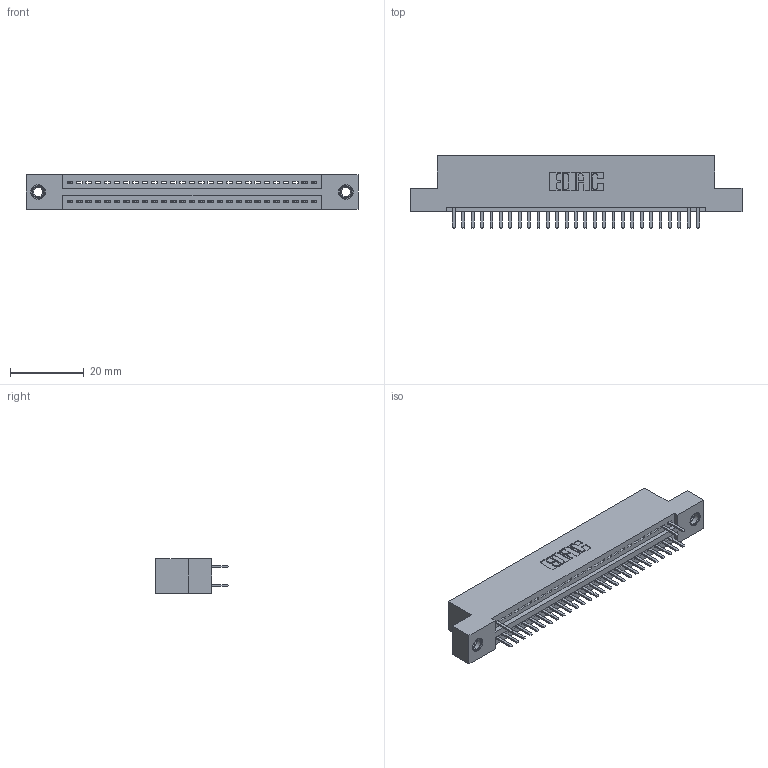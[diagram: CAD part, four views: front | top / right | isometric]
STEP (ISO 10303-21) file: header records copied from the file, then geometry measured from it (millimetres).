
FILE_DESCRIPTION (( 'STEP AP203' ), '1' );
FILE_NAME ('345-054-520-207.STEP', '2018-09-23T20:14:27', ( '' ), ( '' ), 'SwSTEP 2.0', 'SolidWorks 2016', '' );
FILE_SCHEMA (( 'CONFIG_CONTROL_DESIGN' ));
Length unit declared in the file: inch
Products named in the file (4): 345-292-001_345-293-120; 345-250-001_345-250-005-103; 345-054-520-207; 345 Part_Flush Mounting Lugs - 0.156 Dia-TI
Assembly tree (33 placements, depth 2):
  345-054-520-207
    345 Part_Flush Mounting Lugs - 0.156 Dia-TI
    345-292-001_345-293-120  x30
    345-250-001_345-250-005-103  x2
Bounding box: 89.79 x 19.68 x 9.4 mm (x, y, z)
Volume: 8339.9 mm3; surface area: 10811.8 mm2
Topology: 33 solids, 33 shells, 1998 faces, 5835 edges, 3802 vertices
Faces by surface type: plane 1330, cylinder 652, cone 12, torus 4
Entity records: 23736 total; most frequent: CARTESIAN_POINT 4091, ORIENTED_EDGE 4030, DIRECTION 3613, EDGE_CURVE 2015, LINE 1751, VECTOR 1751, VERTEX_POINT 1336, AXIS2_PLACEMENT_3D 931
